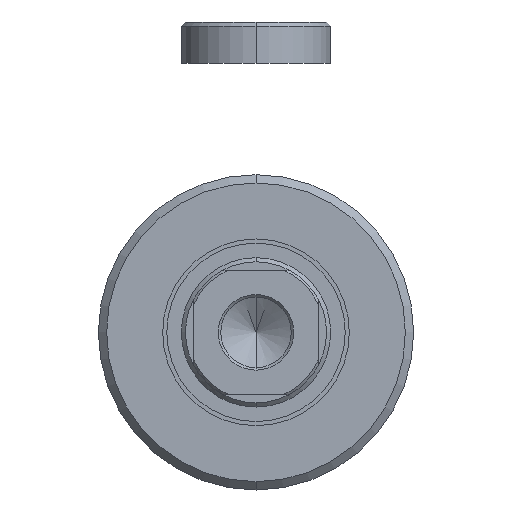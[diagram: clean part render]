
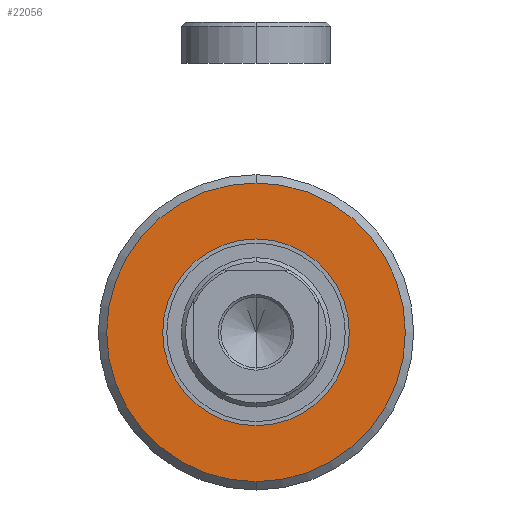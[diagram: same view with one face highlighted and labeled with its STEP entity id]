
A CAD part, left-side view. The second image highlights one B-rep face of the part: STEP entity #22056.
In plain terms, the highlighted face is planar.
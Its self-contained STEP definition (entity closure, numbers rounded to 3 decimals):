
#957 = CARTESIAN_POINT ( 'NONE',  ( 3., 0., -11.25 ) ) ;
#2581 = CARTESIAN_POINT ( 'NONE',  ( 3., 0., 0. ) ) ;
#4327 = DIRECTION ( 'NONE',  ( 0., 0., -1. ) ) ;
#4663 = DIRECTION ( 'NONE',  ( 0., 0., -1. ) ) ;
#5260 = DIRECTION ( 'NONE',  ( 0., 0., -1. ) ) ;
#8832 = CIRCLE ( 'NONE', #27979, 18. ) ;
#10407 = CIRCLE ( 'NONE', #17026, 18. ) ;
#11742 = VERTEX_POINT ( 'NONE', #27344 ) ;
#11869 = DIRECTION ( 'NONE',  ( 1., 0., 0. ) ) ;
#12308 = CARTESIAN_POINT ( 'NONE',  ( 3., 0., -18. ) ) ;
#12437 = CIRCLE ( 'NONE', #21276, 11.25 ) ;
#12647 = EDGE_CURVE ( 'NONE', #43198, #29584, #40142, .T. ) ;
#12816 = ORIENTED_EDGE ( 'NONE', *, *, #33731, .T. ) ;
#15404 = ORIENTED_EDGE ( 'NONE', *, *, #22698, .F. ) ;
#16235 = CARTESIAN_POINT ( 'NONE',  ( 3., 0., 0. ) ) ;
#16467 = DIRECTION ( 'NONE',  ( 0., 0., -1. ) ) ;
#16658 = DIRECTION ( 'NONE',  ( 1., 0., 0. ) ) ;
#17026 = AXIS2_PLACEMENT_3D ( 'NONE', #2581, #16658, #44989 ) ;
#18771 = AXIS2_PLACEMENT_3D ( 'NONE', #16235, #11869, #16467 ) ;
#19429 = PLANE ( 'NONE',  #30067 ) ;
#19841 = ORIENTED_EDGE ( 'NONE', *, *, #12647, .F. ) ;
#21276 = AXIS2_PLACEMENT_3D ( 'NONE', #36159, #43073, #4327 ) ;
#22056 = ADVANCED_FACE ( 'NONE', ( #26119, #43637 ), #19429, .T. ) ;
#22698 = EDGE_CURVE ( 'NONE', #29584, #43198, #12437, .T. ) ;
#22793 = DIRECTION ( 'NONE',  ( 1., 0., 0. ) ) ;
#26119 = FACE_OUTER_BOUND ( 'NONE', #28217, .T. ) ;
#26712 = CARTESIAN_POINT ( 'NONE',  ( 3., 0., 0. ) ) ;
#27344 = CARTESIAN_POINT ( 'NONE',  ( 3., 0., 18. ) ) ;
#27979 = AXIS2_PLACEMENT_3D ( 'NONE', #26712, #22793, #5260 ) ;
#28156 = EDGE_LOOP ( 'NONE', ( #15404, #19841 ) ) ;
#28217 = EDGE_LOOP ( 'NONE', ( #12816, #35730 ) ) ;
#28397 = VERTEX_POINT ( 'NONE', #12308 ) ;
#29584 = VERTEX_POINT ( 'NONE', #957 ) ;
#29979 = EDGE_CURVE ( 'NONE', #28397, #11742, #8832, .T. ) ;
#30067 = AXIS2_PLACEMENT_3D ( 'NONE', #36263, #43874, #4663 ) ;
#33731 = EDGE_CURVE ( 'NONE', #11742, #28397, #10407, .T. ) ;
#35334 = CARTESIAN_POINT ( 'NONE',  ( 3., 0., 11.25 ) ) ;
#35730 = ORIENTED_EDGE ( 'NONE', *, *, #29979, .T. ) ;
#36159 = CARTESIAN_POINT ( 'NONE',  ( 3., 0., 0. ) ) ;
#36263 = CARTESIAN_POINT ( 'NONE',  ( 3., 0., 0. ) ) ;
#40142 = CIRCLE ( 'NONE', #18771, 11.25 ) ;
#43073 = DIRECTION ( 'NONE',  ( 1., 0., 0. ) ) ;
#43198 = VERTEX_POINT ( 'NONE', #35334 ) ;
#43637 = FACE_BOUND ( 'NONE', #28156, .T. ) ;
#43874 = DIRECTION ( 'NONE',  ( 1., 0., 0. ) ) ;
#44989 = DIRECTION ( 'NONE',  ( 0., 0., -1. ) ) ;
